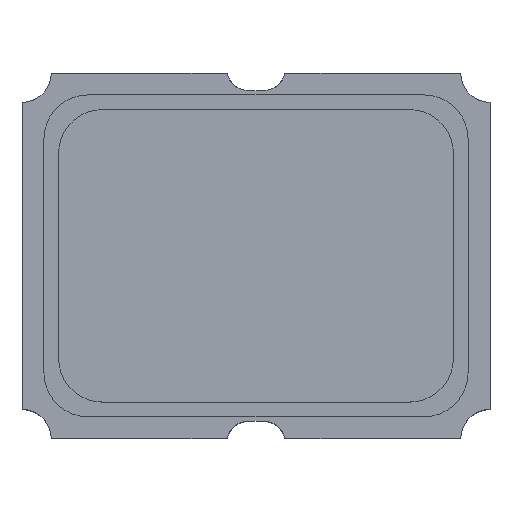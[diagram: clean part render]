
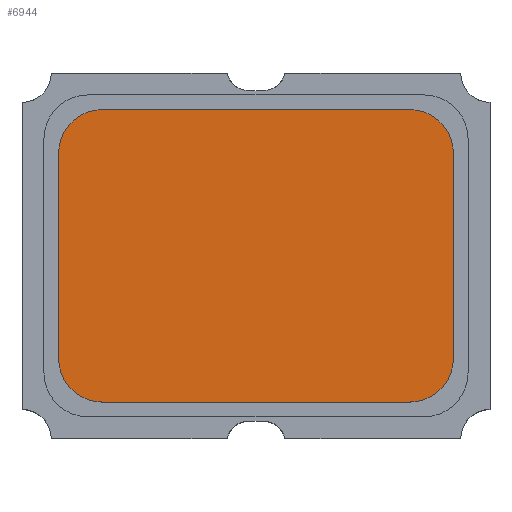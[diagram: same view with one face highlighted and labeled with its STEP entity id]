
A CAD part, top view. The second image highlights one B-rep face of the part: STEP entity #6944.
In plain terms, the highlighted planar face has unit normal (0, 0, 1).
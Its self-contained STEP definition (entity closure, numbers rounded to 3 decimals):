
#1 = EDGE_CURVE ( 'NONE', #3745, #4278, #6995, .T. ) ;
#140 = DIRECTION ( 'NONE',  ( -1., 0., 0. ) ) ;
#150 = CARTESIAN_POINT ( 'NONE',  ( 1.05, 0.7, 1.05 ) ) ;
#304 = CARTESIAN_POINT ( 'NONE',  ( -1.05, 1., 1.05 ) ) ;
#377 = ORIENTED_EDGE ( 'NONE', *, *, #1680, .T. ) ;
#444 = ORIENTED_EDGE ( 'NONE', *, *, #1188, .T. ) ;
#510 = LINE ( 'NONE', #6874, #6993 ) ;
#562 = CARTESIAN_POINT ( 'NONE',  ( 1.35, 0.7, 1.05 ) ) ;
#573 = AXIS2_PLACEMENT_3D ( 'NONE', #150, #3538, #2864 ) ;
#626 = EDGE_CURVE ( 'NONE', #4278, #916, #4950, .T. ) ;
#698 = ORIENTED_EDGE ( 'NONE', *, *, #626, .T. ) ;
#916 = VERTEX_POINT ( 'NONE', #4935 ) ;
#1054 = CARTESIAN_POINT ( 'NONE',  ( -1.35, -0.7, 1.05 ) ) ;
#1069 = DIRECTION ( 'NONE',  ( 1., 0., 0. ) ) ;
#1115 = ORIENTED_EDGE ( 'NONE', *, *, #5701, .T. ) ;
#1188 = EDGE_CURVE ( 'NONE', #4879, #6438, #6659, .T. ) ;
#1212 = LINE ( 'NONE', #6321, #4539 ) ;
#1437 = DIRECTION ( 'NONE',  ( 0., 0., 1. ) ) ;
#1540 = CARTESIAN_POINT ( 'NONE',  ( 1.05, -1., 1.05 ) ) ;
#1680 = EDGE_CURVE ( 'NONE', #6438, #4357, #1984, .T. ) ;
#1700 = PLANE ( 'NONE',  #6411 ) ;
#1819 = ORIENTED_EDGE ( 'NONE', *, *, #1, .T. ) ;
#1984 = LINE ( 'NONE', #4268, #3174 ) ;
#2073 = CARTESIAN_POINT ( 'NONE',  ( -1.05, -0.7, 1.05 ) ) ;
#2605 = AXIS2_PLACEMENT_3D ( 'NONE', #2073, #5581, #6606 ) ;
#2864 = DIRECTION ( 'NONE',  ( 1., 0., 0. ) ) ;
#2917 = CARTESIAN_POINT ( 'NONE',  ( 1.05, 1., 1.05 ) ) ;
#2926 = AXIS2_PLACEMENT_3D ( 'NONE', #6733, #1437, #3234 ) ;
#3174 = VECTOR ( 'NONE', #4563, 1000. ) ;
#3234 = DIRECTION ( 'NONE',  ( 1., 0., 0. ) ) ;
#3296 = ORIENTED_EDGE ( 'NONE', *, *, #4859, .T. ) ;
#3482 = VERTEX_POINT ( 'NONE', #6364 ) ;
#3538 = DIRECTION ( 'NONE',  ( 0., 0., 1. ) ) ;
#3697 = CIRCLE ( 'NONE', #573, 0.3 ) ;
#3745 = VERTEX_POINT ( 'NONE', #2917 ) ;
#4043 = CIRCLE ( 'NONE', #2605, 0.3 ) ;
#4268 = CARTESIAN_POINT ( 'NONE',  ( 1.35, -1., 1.05 ) ) ;
#4278 = VERTEX_POINT ( 'NONE', #304 ) ;
#4357 = VERTEX_POINT ( 'NONE', #562 ) ;
#4539 = VECTOR ( 'NONE', #6432, 1000. ) ;
#4563 = DIRECTION ( 'NONE',  ( 0., 1., 0. ) ) ;
#4600 = AXIS2_PLACEMENT_3D ( 'NONE', #5285, #4633, #6391 ) ;
#4633 = DIRECTION ( 'NONE',  ( 0., 0., 1. ) ) ;
#4859 = EDGE_CURVE ( 'NONE', #6291, #3482, #4043, .T. ) ;
#4879 = VERTEX_POINT ( 'NONE', #1540 ) ;
#4935 = CARTESIAN_POINT ( 'NONE',  ( -1.35, 0.7, 1.05 ) ) ;
#4950 = CIRCLE ( 'NONE', #2926, 0.3 ) ;
#4957 = VECTOR ( 'NONE', #140, 1000. ) ;
#5016 = FACE_OUTER_BOUND ( 'NONE', #6613, .T. ) ;
#5282 = EDGE_CURVE ( 'NONE', #4357, #3745, #3697, .T. ) ;
#5285 = CARTESIAN_POINT ( 'NONE',  ( 1.05, -0.7, 1.05 ) ) ;
#5581 = DIRECTION ( 'NONE',  ( 0., 0., 1. ) ) ;
#5701 = EDGE_CURVE ( 'NONE', #916, #6291, #1212, .T. ) ;
#6126 = DIRECTION ( 'NONE',  ( 0., 0., 1. ) ) ;
#6162 = CARTESIAN_POINT ( 'NONE',  ( -1.35, -1., 1.05 ) ) ;
#6291 = VERTEX_POINT ( 'NONE', #1054 ) ;
#6321 = CARTESIAN_POINT ( 'NONE',  ( -1.35, -1., 1.05 ) ) ;
#6364 = CARTESIAN_POINT ( 'NONE',  ( -1.05, -1., 1.05 ) ) ;
#6383 = ORIENTED_EDGE ( 'NONE', *, *, #5282, .T. ) ;
#6391 = DIRECTION ( 'NONE',  ( 1., 0., 0. ) ) ;
#6408 = ORIENTED_EDGE ( 'NONE', *, *, #6899, .T. ) ;
#6411 = AXIS2_PLACEMENT_3D ( 'NONE', #6162, #6126, #1069 ) ;
#6432 = DIRECTION ( 'NONE',  ( 0., -1., 0. ) ) ;
#6438 = VERTEX_POINT ( 'NONE', #7010 ) ;
#6539 = CARTESIAN_POINT ( 'NONE',  ( -1.35, 1., 1.05 ) ) ;
#6606 = DIRECTION ( 'NONE',  ( 1., 0., 0. ) ) ;
#6613 = EDGE_LOOP ( 'NONE', ( #1819, #698, #1115, #3296, #6408, #444, #377, #6383 ) ) ;
#6659 = CIRCLE ( 'NONE', #4600, 0.3 ) ;
#6725 = DIRECTION ( 'NONE',  ( 1., 0., 0. ) ) ;
#6733 = CARTESIAN_POINT ( 'NONE',  ( -1.05, 0.7, 1.05 ) ) ;
#6874 = CARTESIAN_POINT ( 'NONE',  ( -1.35, -1., 1.05 ) ) ;
#6899 = EDGE_CURVE ( 'NONE', #3482, #4879, #510, .T. ) ;
#6944 = ADVANCED_FACE ( 'NONE', ( #5016 ), #1700, .T. ) ;
#6993 = VECTOR ( 'NONE', #6725, 1000. ) ;
#6995 = LINE ( 'NONE', #6539, #4957 ) ;
#7010 = CARTESIAN_POINT ( 'NONE',  ( 1.35, -0.7, 1.05 ) ) ;
